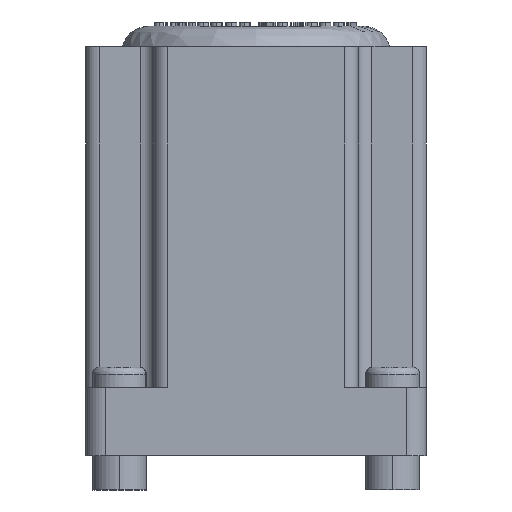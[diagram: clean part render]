
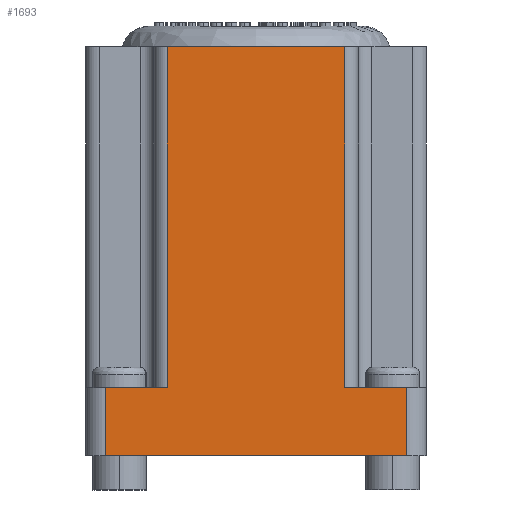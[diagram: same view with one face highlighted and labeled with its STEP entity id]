
A CAD part, front view. The second image highlights one B-rep face of the part: STEP entity #1693.
In plain terms, the highlighted planar face has unit normal (0, -1, 0).
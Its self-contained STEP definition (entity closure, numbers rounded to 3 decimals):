
#362 = EDGE_CURVE ( 'NONE', #5829, #4425, #13673, .T. ) ;
#1083 = EDGE_LOOP ( 'NONE', ( #12903, #7634, #11160, #5363, #9930, #14850, #3070, #4496 ) ) ;
#1684 = VECTOR ( 'NONE', #3452, 1000. ) ;
#1693 = ADVANCED_FACE ( 'NONE', ( #12880 ), #2792, .F. ) ;
#2150 = CARTESIAN_POINT ( 'NONE',  ( -1006.432, 92.95, 828.488 ) ) ;
#2792 = PLANE ( 'NONE',  #9514 ) ;
#3070 = ORIENTED_EDGE ( 'NONE', *, *, #11604, .F. ) ;
#3281 = DIRECTION ( 'NONE',  ( 0., 0., -1. ) ) ;
#3452 = DIRECTION ( 'NONE',  ( 1., 0., 0. ) ) ;
#3498 = DIRECTION ( 'NONE',  ( 1., 0., 0. ) ) ;
#3537 = VECTOR ( 'NONE', #3281, 1000. ) ;
#3777 = VERTEX_POINT ( 'NONE', #10543 ) ;
#4114 = VECTOR ( 'NONE', #3498, 1000. ) ;
#4117 = CARTESIAN_POINT ( 'NONE',  ( -902.432, 92.95, 828.488 ) ) ;
#4387 = VERTEX_POINT ( 'NONE', #4679 ) ;
#4425 = VERTEX_POINT ( 'NONE', #2150 ) ;
#4449 = CARTESIAN_POINT ( 'NONE',  ( -866.432, 92.95, 788.488 ) ) ;
#4496 = ORIENTED_EDGE ( 'NONE', *, *, #8227, .F. ) ;
#4670 = CARTESIAN_POINT ( 'NONE',  ( -1006.432, 92.95, 1028.488 ) ) ;
#4679 = CARTESIAN_POINT ( 'NONE',  ( -866.432, 92.95, 788.488 ) ) ;
#4694 = VERTEX_POINT ( 'NONE', #8776 ) ;
#4948 = DIRECTION ( 'NONE',  ( 0., 0., 1. ) ) ;
#5254 = LINE ( 'NONE', #12911, #5450 ) ;
#5363 = ORIENTED_EDGE ( 'NONE', *, *, #9344, .T. ) ;
#5450 = VECTOR ( 'NONE', #5736, 1000. ) ;
#5632 = DIRECTION ( 'NONE',  ( 0., 0., -1. ) ) ;
#5728 = CARTESIAN_POINT ( 'NONE',  ( -902.432, 92.95, 828.488 ) ) ;
#5736 = DIRECTION ( 'NONE',  ( 1., 0., 0. ) ) ;
#5829 = VERTEX_POINT ( 'NONE', #7902 ) ;
#6145 = VERTEX_POINT ( 'NONE', #15159 ) ;
#6952 = LINE ( 'NONE', #8026, #13698 ) ;
#7037 = VECTOR ( 'NONE', #14311, 1000. ) ;
#7092 = EDGE_CURVE ( 'NONE', #4425, #11819, #7245, .T. ) ;
#7131 = VECTOR ( 'NONE', #12713, 1000. ) ;
#7243 = CARTESIAN_POINT ( 'NONE',  ( -902.432, 92.95, 1028.488 ) ) ;
#7245 = LINE ( 'NONE', #12171, #12867 ) ;
#7634 = ORIENTED_EDGE ( 'NONE', *, *, #362, .F. ) ;
#7902 = CARTESIAN_POINT ( 'NONE',  ( -1042.432, 92.95, 828.488 ) ) ;
#8026 = CARTESIAN_POINT ( 'NONE',  ( -902.432, 92.95, 828.488 ) ) ;
#8227 = EDGE_CURVE ( 'NONE', #11819, #4694, #13791, .T. ) ;
#8776 = CARTESIAN_POINT ( 'NONE',  ( -902.432, 92.95, 1028.488 ) ) ;
#8939 = DIRECTION ( 'NONE',  ( 0., 0., 1. ) ) ;
#8953 = EDGE_CURVE ( 'NONE', #14116, #5829, #13512, .T. ) ;
#9270 = CARTESIAN_POINT ( 'NONE',  ( -1042.432, 92.95, 828.488 ) ) ;
#9344 = EDGE_CURVE ( 'NONE', #14116, #4387, #5254, .T. ) ;
#9514 = AXIS2_PLACEMENT_3D ( 'NONE', #4117, #12486, #8939 ) ;
#9930 = ORIENTED_EDGE ( 'NONE', *, *, #15244, .F. ) ;
#10428 = CARTESIAN_POINT ( 'NONE',  ( -1042.432, 92.95, 788.488 ) ) ;
#10543 = CARTESIAN_POINT ( 'NONE',  ( -866.432, 92.95, 828.488 ) ) ;
#10568 = CARTESIAN_POINT ( 'NONE',  ( -902.432, 92.95, 828.488 ) ) ;
#11160 = ORIENTED_EDGE ( 'NONE', *, *, #8953, .F. ) ;
#11604 = EDGE_CURVE ( 'NONE', #4694, #6145, #6952, .T. ) ;
#11623 = EDGE_CURVE ( 'NONE', #6145, #3777, #15354, .T. ) ;
#11819 = VERTEX_POINT ( 'NONE', #4670 ) ;
#12171 = CARTESIAN_POINT ( 'NONE',  ( -1006.432, 92.95, 828.488 ) ) ;
#12486 = DIRECTION ( 'NONE',  ( 0., 1., 0. ) ) ;
#12713 = DIRECTION ( 'NONE',  ( 0., 0., 1. ) ) ;
#12867 = VECTOR ( 'NONE', #4948, 1000. ) ;
#12880 = FACE_OUTER_BOUND ( 'NONE', #1083, .T. ) ;
#12903 = ORIENTED_EDGE ( 'NONE', *, *, #7092, .F. ) ;
#12911 = CARTESIAN_POINT ( 'NONE',  ( -1042.432, 92.95, 788.488 ) ) ;
#13512 = LINE ( 'NONE', #9270, #7131 ) ;
#13673 = LINE ( 'NONE', #5728, #4114 ) ;
#13698 = VECTOR ( 'NONE', #5632, 1000. ) ;
#13791 = LINE ( 'NONE', #7243, #7037 ) ;
#14116 = VERTEX_POINT ( 'NONE', #10428 ) ;
#14311 = DIRECTION ( 'NONE',  ( 1., 0., 0. ) ) ;
#14837 = LINE ( 'NONE', #4449, #3537 ) ;
#14850 = ORIENTED_EDGE ( 'NONE', *, *, #11623, .F. ) ;
#15159 = CARTESIAN_POINT ( 'NONE',  ( -902.432, 92.95, 828.488 ) ) ;
#15244 = EDGE_CURVE ( 'NONE', #3777, #4387, #14837, .T. ) ;
#15354 = LINE ( 'NONE', #10568, #1684 ) ;
